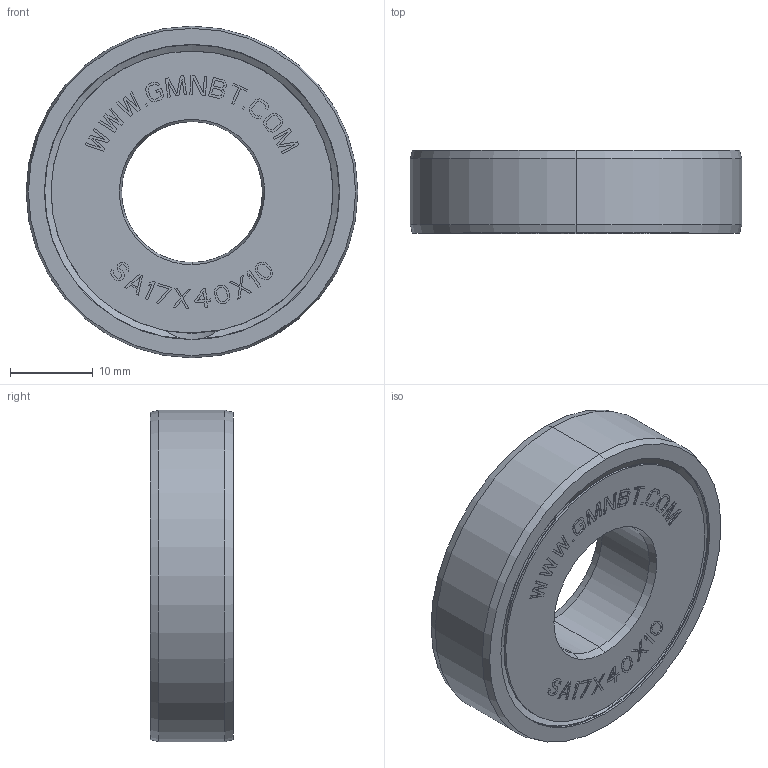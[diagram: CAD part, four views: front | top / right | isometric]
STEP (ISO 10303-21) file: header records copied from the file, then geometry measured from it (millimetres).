
FILE_DESCRIPTION((''),'2;1');
FILE_NAME('SA17X40X10_PRT','2014-11-17T',('sales 4'),(''),'PRO/ENGINEER BY PARAMETRIC TECHNOLOGY CORPORATION, 2013150','PRO/ENGINEER BY PARAMETRIC TECHNOLOGY CORPORATION, 2013150','');
FILE_SCHEMA(('AUTOMOTIVE_DESIGN { 1 0 10303 214 1 1 1 1 }'));
Length unit declared in the file: millimetre
Products named in the file (1): SA17X40X10_PRT
Bounding box: 40 x 10.07 x 40 mm (x, y, z)
Volume: 9449.8 mm3; surface area: 7454.1 mm2
Topology: 2 solids, 2 shells, 582 faces, 1598 edges, 1050 vertices
Faces by surface type: plane 505, cone 32, torus 30, cylinder 15
Entity records: 23906 total; most frequent: CARTESIAN_POINT 3621, ORIENTED_EDGE 3196, DIRECTION 2816, PRESENTATION_STYLE_ASSIGNMENT 1672, STYLED_ITEM 1649, CURVE_STYLE 1598, EDGE_CURVE 1598, VECTOR 1434
